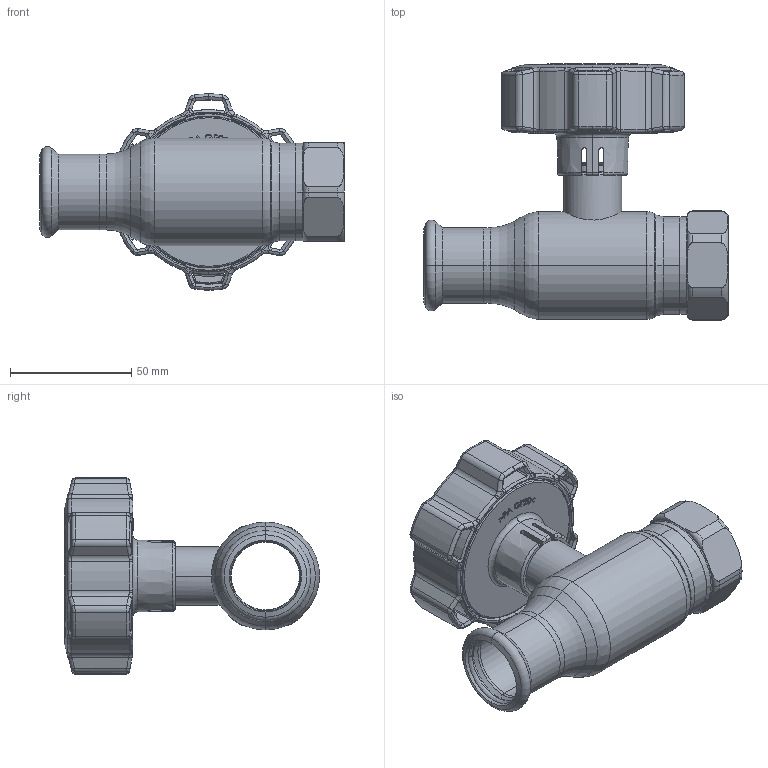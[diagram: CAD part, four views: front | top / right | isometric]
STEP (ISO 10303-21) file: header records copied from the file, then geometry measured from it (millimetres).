
FILE_DESCRIPTION (( 'STEP AP214' ), '1' );
FILE_NAME ('2025001000-0200.step', '2024-01-16T09:09:22', ( '' ), ( '' ), 'SwSTEP 2.0', 'SolidWorks 2021', '' );
FILE_SCHEMA (( 'AUTOMOTIVE_DESIGN' ));
Length unit declared in the file: millimetre
Products named in the file (1): 2025001000-0200
Bounding box: 125.8 x 105.6 x 81 mm (x, y, z)
Surface area: 50705.9 mm2 (no closed solid volume)
Topology: 0 solids, 13 shells, 593 faces, 1835 edges, 1220 vertices
Faces by surface type: bspline 198, cylinder 143, plane 105, cone 77, torus 70
Entity records: 38638 total; most frequent: CARTESIAN_POINT 18018, ORIENTED_EDGE 3153, DIRECTION 2320, EDGE_CURVE 1835, VERTEX_POINT 1220, AXIS2_PLACEMENT_3D 919, B_SPLINE_CURVE_WITH_KNOTS 788, EDGE_LOOP 625
